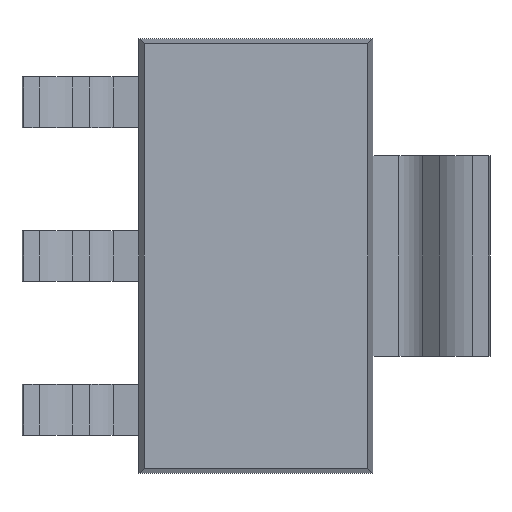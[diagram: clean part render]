
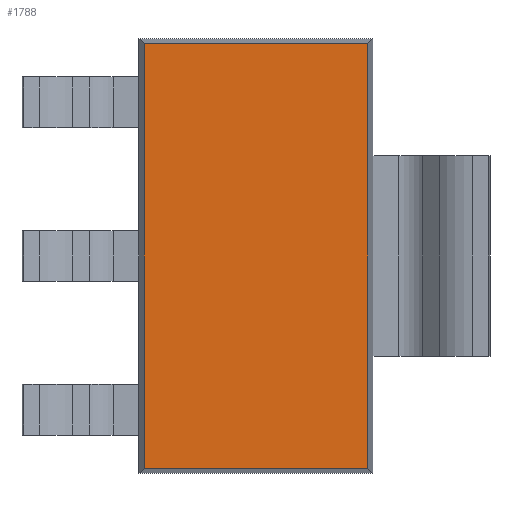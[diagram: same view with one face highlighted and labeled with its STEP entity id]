
A CAD part, front view. The second image highlights one B-rep face of the part: STEP entity #1788.
In plain terms, the highlighted planar face has unit normal (0, -1, 0).
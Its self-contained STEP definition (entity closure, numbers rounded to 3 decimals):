
#76 = DIRECTION ( 'NONE',  ( 1., 0., 0. ) ) ;
#78 = PLANE ( 'NONE',  #1149 ) ;
#174 = DIRECTION ( 'NONE',  ( -1., 0., 0. ) ) ;
#179 = ORIENTED_EDGE ( 'NONE', *, *, #1461, .T. ) ;
#240 = CARTESIAN_POINT ( 'NONE',  ( -1.672, 0.1, 3.172 ) ) ;
#270 = LINE ( 'NONE', #1590, #1224 ) ;
#354 = EDGE_LOOP ( 'NONE', ( #1311, #179, #457, #716 ) ) ;
#457 = ORIENTED_EDGE ( 'NONE', *, *, #623, .T. ) ;
#522 = CARTESIAN_POINT ( 'NONE',  ( 1.672, 0.1, 3.172 ) ) ;
#555 = VERTEX_POINT ( 'NONE', #1151 ) ;
#621 = CARTESIAN_POINT ( 'NONE',  ( 1.672, 0.1, -3.172 ) ) ;
#623 = EDGE_CURVE ( 'NONE', #555, #1595, #2053, .T. ) ;
#641 = DIRECTION ( 'NONE',  ( 0., 0., 1. ) ) ;
#642 = VERTEX_POINT ( 'NONE', #240 ) ;
#716 = ORIENTED_EDGE ( 'NONE', *, *, #1914, .T. ) ;
#843 = FACE_OUTER_BOUND ( 'NONE', #354, .T. ) ;
#979 = VERTEX_POINT ( 'NONE', #522 ) ;
#1030 = CARTESIAN_POINT ( 'NONE',  ( 1.75, 0.1, 3.172 ) ) ;
#1046 = VECTOR ( 'NONE', #641, 1000. ) ;
#1061 = DIRECTION ( 'NONE',  ( 0., 0., -1. ) ) ;
#1070 = DIRECTION ( 'NONE',  ( 0., -1., 0. ) ) ;
#1149 = AXIS2_PLACEMENT_3D ( 'NONE', #2054, #1070, #1909 ) ;
#1151 = CARTESIAN_POINT ( 'NONE',  ( -1.672, 0.1, -3.172 ) ) ;
#1224 = VECTOR ( 'NONE', #1061, 1000. ) ;
#1260 = LINE ( 'NONE', #1438, #1046 ) ;
#1311 = ORIENTED_EDGE ( 'NONE', *, *, #1695, .T. ) ;
#1348 = VECTOR ( 'NONE', #76, 1000. ) ;
#1438 = CARTESIAN_POINT ( 'NONE',  ( 1.672, 0.1, -3.25 ) ) ;
#1461 = EDGE_CURVE ( 'NONE', #642, #555, #270, .T. ) ;
#1590 = CARTESIAN_POINT ( 'NONE',  ( -1.672, 0.1, 3.25 ) ) ;
#1595 = VERTEX_POINT ( 'NONE', #621 ) ;
#1695 = EDGE_CURVE ( 'NONE', #979, #642, #2002, .T. ) ;
#1788 = ADVANCED_FACE ( 'NONE', ( #843 ), #78, .T. ) ;
#1890 = VECTOR ( 'NONE', #174, 1000. ) ;
#1901 = CARTESIAN_POINT ( 'NONE',  ( -1.75, 0.1, -3.172 ) ) ;
#1909 = DIRECTION ( 'NONE',  ( 0., 0., -1. ) ) ;
#1914 = EDGE_CURVE ( 'NONE', #1595, #979, #1260, .T. ) ;
#2002 = LINE ( 'NONE', #1030, #1890 ) ;
#2053 = LINE ( 'NONE', #1901, #1348 ) ;
#2054 = CARTESIAN_POINT ( 'NONE',  ( 0., 0.1, 0. ) ) ;
